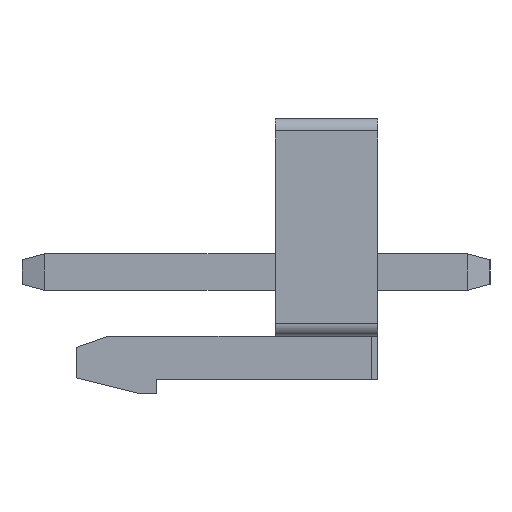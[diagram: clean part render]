
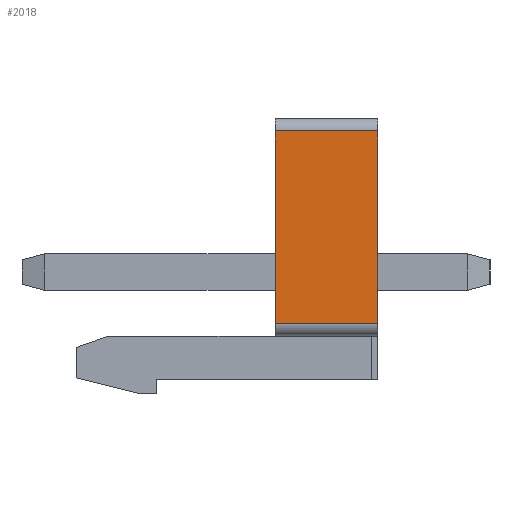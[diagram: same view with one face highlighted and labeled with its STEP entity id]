
A CAD part, left-side view. The second image highlights one B-rep face of the part: STEP entity #2018.
In plain terms, the highlighted planar face has unit normal (-1, 0, 0).
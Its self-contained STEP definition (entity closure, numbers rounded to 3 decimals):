
#1788 = VERTEX_POINT('',#1789);
#1789 = CARTESIAN_POINT('',(-11.85,3.2,-1.6));
#1801 = VERTEX_POINT('',#1802);
#1802 = CARTESIAN_POINT('',(-11.85,3.2,4.4));
#1809 = EDGE_CURVE('',#1788,#1801,#1810,.T.);
#1810 = LINE('',#1811,#1812);
#1811 = CARTESIAN_POINT('',(-11.85,3.2,4.4));
#1812 = VECTOR('',#1813,1.);
#1813 = DIRECTION('',(0.,0.,1.));
#1858 = VERTEX_POINT('',#1859);
#1859 = CARTESIAN_POINT('',(-11.85,0.,4.4));
#1868 = EDGE_CURVE('',#1801,#1858,#1869,.T.);
#1869 = LINE('',#1870,#1871);
#1870 = CARTESIAN_POINT('',(-11.85,3.2,4.4));
#1871 = VECTOR('',#1872,1.);
#1872 = DIRECTION('',(-0.,-1.,-0.));
#1885 = EDGE_CURVE('',#1886,#1858,#1888,.T.);
#1886 = VERTEX_POINT('',#1887);
#1887 = CARTESIAN_POINT('',(-11.85,0.,-1.6));
#1888 = LINE('',#1889,#1890);
#1889 = CARTESIAN_POINT('',(-11.85,0.,4.4));
#1890 = VECTOR('',#1891,1.);
#1891 = DIRECTION('',(0.,0.,1.));
#2006 = EDGE_CURVE('',#1788,#1886,#2007,.T.);
#2007 = LINE('',#2008,#2009);
#2008 = CARTESIAN_POINT('',(-11.85,3.2,-1.6));
#2009 = VECTOR('',#2010,1.);
#2010 = DIRECTION('',(-0.,-1.,-0.));
#2018 = ADVANCED_FACE('',(#2019),#2025,.F.);
#2019 = FACE_BOUND('',#2020,.T.);
#2020 = EDGE_LOOP('',(#2021,#2022,#2023,#2024));
#2021 = ORIENTED_EDGE('',*,*,#1885,.T.);
#2022 = ORIENTED_EDGE('',*,*,#1868,.F.);
#2023 = ORIENTED_EDGE('',*,*,#1809,.F.);
#2024 = ORIENTED_EDGE('',*,*,#2006,.T.);
#2025 = PLANE('',#2026);
#2026 = AXIS2_PLACEMENT_3D('',#2027,#2028,#2029);
#2027 = CARTESIAN_POINT('',(-11.85,3.2,4.4));
#2028 = DIRECTION('',(1.,0.,0.));
#2029 = DIRECTION('',(0.,0.,-1.));
